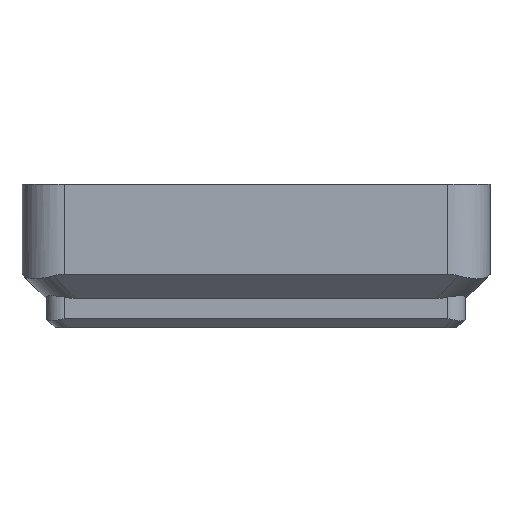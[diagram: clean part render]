
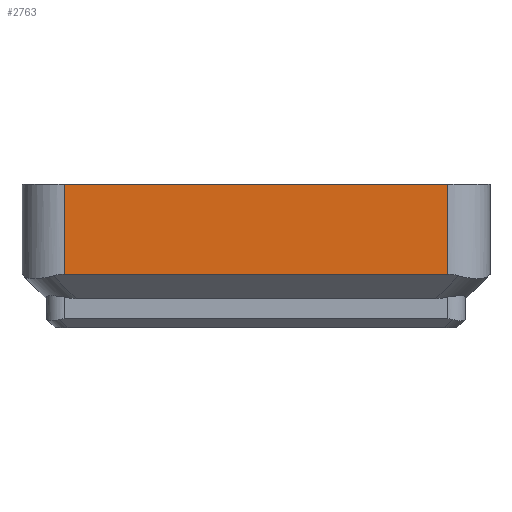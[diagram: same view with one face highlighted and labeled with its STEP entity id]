
A CAD part, front view. The second image highlights one B-rep face of the part: STEP entity #2763.
In plain terms, the highlighted planar face has unit normal (0, -1, 0).
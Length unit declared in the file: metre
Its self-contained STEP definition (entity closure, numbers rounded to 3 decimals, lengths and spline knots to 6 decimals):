
#260=ORIENTED_EDGE('',*,*,#1043,.T.);
#261=ORIENTED_EDGE('',*,*,#1044,.T.);
#262=ORIENTED_EDGE('',*,*,#1012,.T.);
#263=ORIENTED_EDGE('',*,*,#1045,.T.);
#1012=EDGE_CURVE('',#1406,#1407,#1674,.T.);
#1043=EDGE_CURVE('',#1432,#1433,#1701,.T.);
#1044=EDGE_CURVE('',#1433,#1406,#1702,.F.);
#1045=EDGE_CURVE('',#1407,#1432,#1703,.T.);
#1406=VERTEX_POINT('',#4171);
#1407=VERTEX_POINT('',#4172);
#1432=VERTEX_POINT('',#4232);
#1433=VERTEX_POINT('',#4233);
#1674=LINE('',#4170,#1960);
#1701=LINE('',#4231,#1987);
#1702=LINE('',#4234,#1988);
#1703=LINE('',#4235,#1989);
#1960=VECTOR('',#3285,1.);
#1987=VECTOR('',#3328,1.);
#1988=VECTOR('',#3329,1.);
#1989=VECTOR('',#3330,1.);
#2211=EDGE_LOOP('',(#260,#261,#262,#263));
#2431=FACE_BOUND('',#2211,.T.);
#2635=PLANE('',#2956);
#2763=ADVANCED_FACE('',(#2431),#2635,.T.);
#2956=AXIS2_PLACEMENT_3D('',#4230,#3326,#3327);
#3285=DIRECTION('',(-1.,0.,0.));
#3326=DIRECTION('',(0.,-1.,0.));
#3327=DIRECTION('',(0.,0.,-1.));
#3328=DIRECTION('',(1.,0.,0.));
#3329=DIRECTION('',(0.,0.,-1.));
#3330=DIRECTION('',(0.,0.,-1.));
#4170=CARTESIAN_POINT('',(0.,-0.04175,0.008));
#4171=CARTESIAN_POINT('',(0.017,-0.04175,0.008));
#4172=CARTESIAN_POINT('',(-0.017,-0.04175,0.008));
#4230=CARTESIAN_POINT('',(0.,-0.04175,0.008));
#4231=CARTESIAN_POINT('',(0.,-0.04175,0.));
#4232=CARTESIAN_POINT('',(-0.017,-0.04175,0.));
#4233=CARTESIAN_POINT('',(0.017,-0.04175,0.));
#4234=CARTESIAN_POINT('',(0.017,-0.04175,0.008));
#4235=CARTESIAN_POINT('',(-0.017,-0.04175,0.000711));
